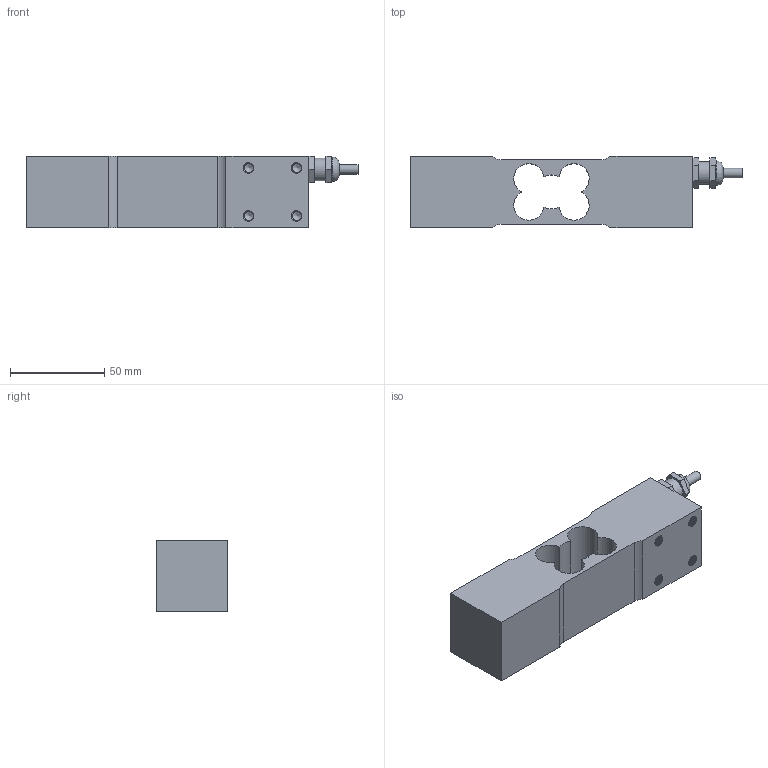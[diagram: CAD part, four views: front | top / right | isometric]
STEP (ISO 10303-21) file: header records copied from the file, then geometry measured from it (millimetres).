
FILE_DESCRIPTION(/* description */ (''),/* implementation_level */ '2;1');
FILE_NAME(/* name */ '108LSMT-(30-300)kg v3.step',/* time_stamp */ '2020-01-28T10:27:21-08:00',/* author */ (''),/* organization */ (''),/* preprocessor_version */ 'ST-DEVELOPER v18',/* originating_system */ 'Autodesk Translation Framework v8.12.0.6',/* authorisation */ '');
FILE_SCHEMA (('AUTOMOTIVE_DESIGN { 1 0 10303 214 3 1 1 }'));
Length unit declared in the file: millimetre
Products named in the file (2): 108LSMT-(30-300)kg; Connector
Assembly tree (1 placements, depth 2):
  108LSMT-(30-300)kg
    Connector
Bounding box: 176.03 x 38 x 38 mm (x, y, z)
Volume: 171232.8 mm3; surface area: 34634.7 mm2
Topology: 2 solids, 2 shells, 406 faces, 1031 edges, 634 vertices
Faces by surface type: cylinder 343, plane 37, bspline 17, cone 9
Full cylindrical faces by diameter (mm): 5.035 x152, 5.1 x1, 6.147 x144, 10 x1, 12 x2, 13 x1
Entity records: 27624 total; most frequent: CARTESIAN_POINT 18979, ORIENTED_EDGE 2044, DIRECTION 1344, EDGE_CURVE 1022, VERTEX_POINT 634, B_SPLINE_CURVE_WITH_KNOTS 544, AXIS2_PLACEMENT_3D 474, EDGE_LOOP 422
